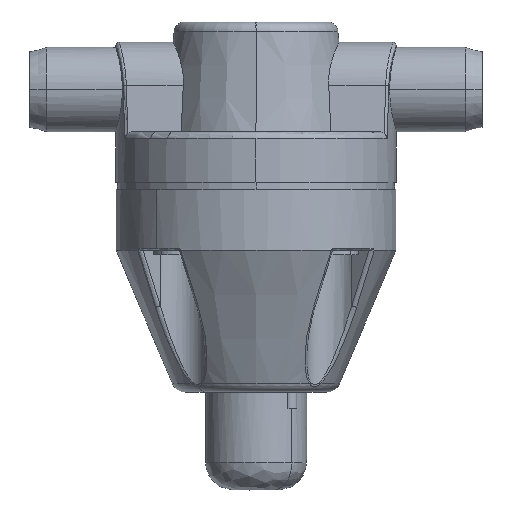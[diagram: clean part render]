
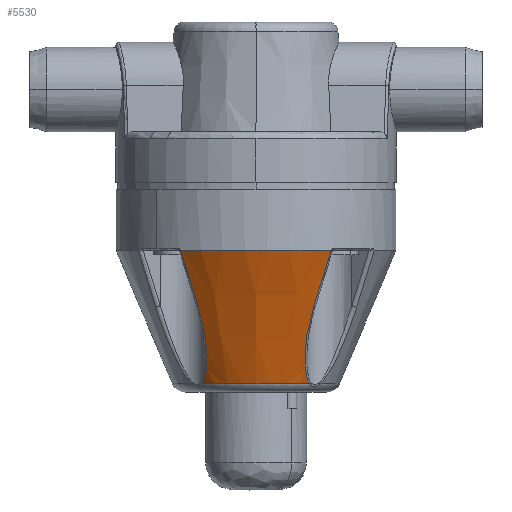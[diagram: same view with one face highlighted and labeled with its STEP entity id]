
A CAD part, left-side view. The second image highlights one B-rep face of the part: STEP entity #5530.
In plain terms, the highlighted conical face has half-angle 23 degrees and reference radius 33.103 mm.
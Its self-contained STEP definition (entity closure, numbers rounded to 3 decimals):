
#533=CARTESIAN_POINT('',(-29.826,-17.038,
-36.845));
#534=CARTESIAN_POINT('',(-29.37,-16.6,
-38.291));
#535=CARTESIAN_POINT('',(-28.488,-15.869,
-40.944));
#536=CARTESIAN_POINT('',(-27.311,-15.239,
-44.088));
#537=CARTESIAN_POINT('',(-26.232,-14.842,
-46.765));
#538=CARTESIAN_POINT('',(-25.452,-14.639,
-48.598));
#539=CARTESIAN_POINT('',(-24.148,-14.46,
-51.464));
#540=CARTESIAN_POINT('',(-22.96,-14.499,
-53.801));
#541=CARTESIAN_POINT('',(-22.065,-14.628,
-55.407));
#542=CARTESIAN_POINT('',(-21.01,-14.88,
-57.131));
#543=CARTESIAN_POINT('',(-19.772,-15.388,
-58.761));
#544=CARTESIAN_POINT('',(-19.187,-15.708,
-59.354));
#545=CARTESIAN_POINT('',(-18.922,-15.886,
-59.563));
#547=CARTESIAN_POINT('',(0.,0.,-59.563));
#548=DIRECTION('',(0.,0.,-1.));
#549=DIRECTION('',(-0.766,-0.643,0.));
#550=AXIS2_PLACEMENT_3D('',#547,#548,#549);
#559=CARTESIAN_POINT('',(-29.826,-17.038,
-36.845));
#561=CARTESIAN_POINT('',(-29.826,-17.038,
-36.845));
#562=CARTESIAN_POINT('',(-30.395,-17.613,
-35.008));
#563=CARTESIAN_POINT('',(-31.536,-18.772,
-31.311));
#564=CARTESIAN_POINT('',(-33.264,-20.519,
-25.696));
#565=CARTESIAN_POINT('',(-34.426,-21.695,
-21.906));
#566=CARTESIAN_POINT('',(-35.01,-22.283,
-20.));
#578=CARTESIAN_POINT('',(0.,0.,-20.));
#579=DIRECTION('',(0.,0.,-1.));
#580=DIRECTION('',(-0.844,-0.537,0.));
#581=AXIS2_PLACEMENT_3D('',#578,#579,#580);
#601=CARTESIAN_POINT('',(-35.01,22.283,-20.));
#602=CARTESIAN_POINT('',(-34.426,21.695,-21.906));
#603=CARTESIAN_POINT('',(-33.265,20.519,-25.696));
#604=CARTESIAN_POINT('',(-31.536,18.772,-31.311));
#605=CARTESIAN_POINT('',(-30.395,17.613,-35.008));
#606=CARTESIAN_POINT('',(-29.826,17.038,-36.845));
#608=CARTESIAN_POINT('',(-29.826,17.038,-36.845));
#609=CARTESIAN_POINT('',(-29.339,16.572,-38.387));
#610=CARTESIAN_POINT('',(-28.396,15.801,-41.211));
#611=CARTESIAN_POINT('',(-27.139,15.158,-44.536));
#612=CARTESIAN_POINT('',(-25.981,14.771,-47.36));
#613=CARTESIAN_POINT('',(-25.176,14.575,-49.239));
#614=CARTESIAN_POINT('',(-23.503,14.44,-52.792));
#615=CARTESIAN_POINT('',(-22.373,14.58,-54.859));
#616=CARTESIAN_POINT('',(-21.446,14.745,-56.474));
#617=CARTESIAN_POINT('',(-19.872,15.326,-58.674));
#618=CARTESIAN_POINT('',(-19.221,15.681,-59.335));
#619=CARTESIAN_POINT('',(-18.922,15.886,-59.563));
#3431=CARTESIAN_POINT('',(-18.922,-15.886,
-59.563));
#3432=CARTESIAN_POINT('',(-18.922,15.886,
-59.563));
#3433=VERTEX_POINT('',#3431);
#3434=VERTEX_POINT('',#3432);
#3439=VERTEX_POINT('',#559);
#3440=VERTEX_POINT('',#608);
#3441=CARTESIAN_POINT('',(-35.01,-22.283,-20.));
#3442=CARTESIAN_POINT('',(-35.01,22.283,-20.));
#3443=VERTEX_POINT('',#3441);
#3444=VERTEX_POINT('',#3442);
#5513=CARTESIAN_POINT('',(0.,0.,-39.781));
#5514=DIRECTION('',(0.,0.,1.));
#5515=DIRECTION('',(-0.707,0.707,0.));
#5516=AXIS2_PLACEMENT_3D('',#5513,#5514,#5515);
#5517=CONICAL_SURFACE('',#5516,33.103,23.);
#5519=ORIENTED_EDGE('',*,*,#5518,.F.);
#5520=ORIENTED_EDGE('',*,*,#5496,.T.);
#5521=ORIENTED_EDGE('',*,*,#5315,.T.);
#5523=ORIENTED_EDGE('',*,*,#5522,.F.);
#5525=ORIENTED_EDGE('',*,*,#5524,.F.);
#5527=ORIENTED_EDGE('',*,*,#5526,.F.);
#5528=EDGE_LOOP('',(#5519,#5520,#5521,#5523,#5525,#5527));
#5529=FACE_OUTER_BOUND('',#5528,.F.);
#546=B_SPLINE_CURVE_WITH_KNOTS('',3,(#533,#534,#535,#536,#537,#538,#539,#540,
#541,#542,#543,#544,#545),.UNSPECIFIED.,.F.,.F.,(4,1,1,1,1,1,1,1,1,1,4),(0.,
0.1,0.2,0.3,0.4,0.5,0.6,0.7,0.8,0.9,1.),.UNSPECIFIED.);
#551=CIRCLE('',#550,24.707);
#567=B_SPLINE_CURVE_WITH_KNOTS('',3,(#561,#562,#563,#564,#565,#566),
.UNSPECIFIED.,.F.,.F.,(4,1,1,4),(0.,0.333,0.667,1.),
.UNSPECIFIED.);
#582=CIRCLE('',#581,41.5);
#607=B_SPLINE_CURVE_WITH_KNOTS('',3,(#601,#602,#603,#604,#605,#606),
.UNSPECIFIED.,.F.,.F.,(4,1,1,4),(0.,0.333,0.667,1.),
.UNSPECIFIED.);
#620=B_SPLINE_CURVE_WITH_KNOTS('',3,(#608,#609,#610,#611,#612,#613,#614,#615,
#616,#617,#618,#619),.UNSPECIFIED.,.F.,.F.,(4,1,1,1,1,1,1,1,1,4),(0.,
0.111,0.222,0.333,0.444,
0.556,0.667,0.778,0.889,1.),
.UNSPECIFIED.);
#5315=EDGE_CURVE('',#3433,#3434,#551,.T.);
#5496=EDGE_CURVE('',#3439,#3433,#546,.T.);
#5518=EDGE_CURVE('',#3439,#3443,#567,.T.);
#5522=EDGE_CURVE('',#3440,#3434,#620,.T.);
#5524=EDGE_CURVE('',#3444,#3440,#607,.T.);
#5526=EDGE_CURVE('',#3443,#3444,#582,.T.);
#5530=ADVANCED_FACE('',(#5529),#5517,.T.);
